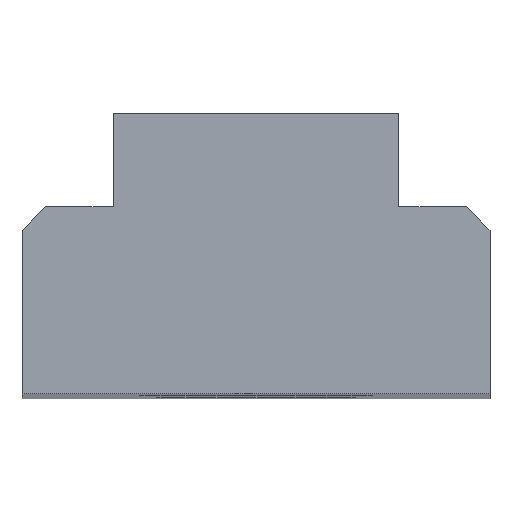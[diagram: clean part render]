
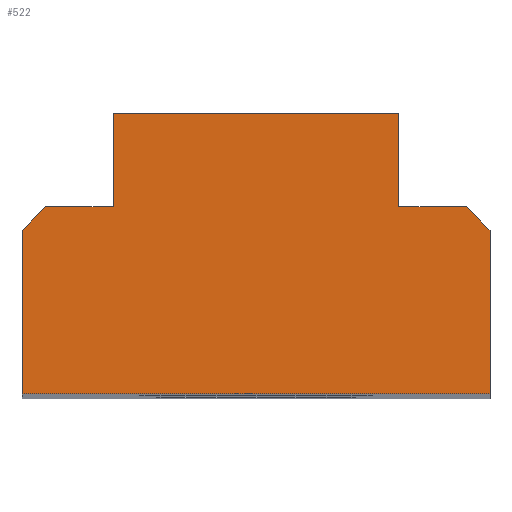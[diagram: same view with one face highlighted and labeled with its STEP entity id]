
A CAD part, top view. The second image highlights one B-rep face of the part: STEP entity #522.
In plain terms, the highlighted planar face has unit normal (0, 0, 1).
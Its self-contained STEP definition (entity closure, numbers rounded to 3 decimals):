
#4 = ORIENTED_EDGE ( 'NONE', *, *, #537, .T. ) ;
#12 = EDGE_CURVE ( 'NONE', #511, #501, #108, .T. ) ;
#13 = ORIENTED_EDGE ( 'NONE', *, *, #510, .T. ) ;
#14 = ORIENTED_EDGE ( 'NONE', *, *, #65, .T. ) ;
#15 = ORIENTED_EDGE ( 'NONE', *, *, #12, .T. ) ;
#16 = ORIENTED_EDGE ( 'NONE', *, *, #105, .T. ) ;
#20 = ORIENTED_EDGE ( 'NONE', *, *, #507, .T. ) ;
#23 = ORIENTED_EDGE ( 'NONE', *, *, #563, .T. ) ;
#25 = ORIENTED_EDGE ( 'NONE', *, *, #70, .T. ) ;
#26 = ORIENTED_EDGE ( 'NONE', *, *, #74, .T. ) ;
#59 = VERTEX_POINT ( 'NONE', #252 ) ;
#65 = EDGE_CURVE ( 'NONE', #520, #547, #209, .T. ) ;
#70 = EDGE_CURVE ( 'NONE', #567, #99, #245, .T. ) ;
#72 = VERTEX_POINT ( 'NONE', #250 ) ;
#74 = EDGE_CURVE ( 'NONE', #99, #59, #190, .T. ) ;
#99 = VERTEX_POINT ( 'NONE', #172 ) ;
#105 = EDGE_CURVE ( 'NONE', #59, #72, #198, .T. ) ;
#108 = LINE ( 'NONE', #125, #121 ) ;
#120 = DIRECTION ( 'NONE',  ( -0.707, 0.707, 0. ) ) ;
#121 = VECTOR ( 'NONE', #120, 1000. ) ;
#125 = CARTESIAN_POINT ( 'NONE',  ( 4.5, 4., 60. ) ) ;
#172 = CARTESIAN_POINT ( 'NONE',  ( 3.05, 6., 60. ) ) ;
#188 = DIRECTION ( 'NONE',  ( -1., 0., 0. ) ) ;
#189 = VECTOR ( 'NONE', #188, 1000. ) ;
#190 = LINE ( 'NONE', #237, #189 ) ;
#191 = CARTESIAN_POINT ( 'NONE',  ( -3.05, 4., 60. ) ) ;
#198 = LINE ( 'NONE', #191, #225 ) ;
#205 = DIRECTION ( 'NONE',  ( -0.707, -0.707, 0. ) ) ;
#206 = VECTOR ( 'NONE', #205, 1000. ) ;
#207 = CARTESIAN_POINT ( 'NONE',  ( -5., 3.5, 60. ) ) ;
#209 = LINE ( 'NONE', #207, #206 ) ;
#224 = DIRECTION ( 'NONE',  ( 0., -1., 0. ) ) ;
#225 = VECTOR ( 'NONE', #224, 1000. ) ;
#237 = CARTESIAN_POINT ( 'NONE',  ( -3.05, 6., 60. ) ) ;
#240 = DIRECTION ( 'NONE',  ( 0., 1., 0. ) ) ;
#242 = VECTOR ( 'NONE', #240, 1000. ) ;
#243 = CARTESIAN_POINT ( 'NONE',  ( 3.05, 6., 60. ) ) ;
#245 = LINE ( 'NONE', #243, #242 ) ;
#250 = CARTESIAN_POINT ( 'NONE',  ( -3.05, 4., 60. ) ) ;
#252 = CARTESIAN_POINT ( 'NONE',  ( -3.05, 6., 60. ) ) ;
#260 = CARTESIAN_POINT ( 'NONE',  ( 4.5, 4., 60. ) ) ;
#267 = CARTESIAN_POINT ( 'NONE',  ( 5., 4., 60. ) ) ;
#268 = LINE ( 'NONE', #267, #339 ) ;
#273 = CARTESIAN_POINT ( 'NONE',  ( -4.5, 4., 60. ) ) ;
#278 = DIRECTION ( 'NONE',  ( 0., -1., 0. ) ) ;
#279 = CARTESIAN_POINT ( 'NONE',  ( -5., 0., 60. ) ) ;
#281 = LINE ( 'NONE', #377, #361 ) ;
#283 = CARTESIAN_POINT ( 'NONE',  ( 3.05, 4., 60. ) ) ;
#290 = CARTESIAN_POINT ( 'NONE',  ( 5., 3.5, 60. ) ) ;
#291 = PLANE ( 'NONE',  #334 ) ;
#292 = FACE_OUTER_BOUND ( 'NONE', #523, .T. ) ;
#296 = CARTESIAN_POINT ( 'NONE',  ( -5., 0., 60. ) ) ;
#302 = DIRECTION ( 'NONE',  ( -1., 0., 0. ) ) ;
#303 = VECTOR ( 'NONE', #302, 1000. ) ;
#308 = CARTESIAN_POINT ( 'NONE',  ( 3.05, 4., 60. ) ) ;
#309 = LINE ( 'NONE', #308, #303 ) ;
#318 = CARTESIAN_POINT ( 'NONE',  ( -5., 4., 60. ) ) ;
#334 = AXIS2_PLACEMENT_3D ( 'NONE', #318, #364, #363 ) ;
#337 = CARTESIAN_POINT ( 'NONE',  ( -5., 3.5, 60. ) ) ;
#338 = DIRECTION ( 'NONE',  ( 0., 1., 0. ) ) ;
#339 = VECTOR ( 'NONE', #338, 1000. ) ;
#342 = LINE ( 'NONE', #279, #379 ) ;
#360 = DIRECTION ( 'NONE',  ( 1., 0., 0. ) ) ;
#361 = VECTOR ( 'NONE', #360, 1000. ) ;
#363 = DIRECTION ( 'NONE',  ( -1., 0., 0. ) ) ;
#364 = DIRECTION ( 'NONE',  ( 0., 0., -1. ) ) ;
#371 = CARTESIAN_POINT ( 'NONE',  ( 5., 0., 60. ) ) ;
#377 = CARTESIAN_POINT ( 'NONE',  ( -5., 0., 60. ) ) ;
#379 = VECTOR ( 'NONE', #278, 1000. ) ;
#381 = LINE ( 'NONE', #384, #383 ) ;
#382 = DIRECTION ( 'NONE',  ( -1., 0., 0. ) ) ;
#383 = VECTOR ( 'NONE', #382, 1000. ) ;
#384 = CARTESIAN_POINT ( 'NONE',  ( -5., 4., 60. ) ) ;
#501 = VERTEX_POINT ( 'NONE', #260 ) ;
#507 = EDGE_CURVE ( 'NONE', #547, #555, #342, .T. ) ;
#510 = EDGE_CURVE ( 'NONE', #501, #567, #309, .T. ) ;
#511 = VERTEX_POINT ( 'NONE', #290 ) ;
#518 = EDGE_CURVE ( 'NONE', #72, #520, #381, .T. ) ;
#519 = ORIENTED_EDGE ( 'NONE', *, *, #518, .T. ) ;
#520 = VERTEX_POINT ( 'NONE', #273 ) ;
#522 = ADVANCED_FACE ( 'NONE', ( #292 ), #291, .F. ) ;
#523 = EDGE_LOOP ( 'NONE', ( #4, #15, #13, #25, #26, #16, #519, #14, #20, #23 ) ) ;
#534 = VERTEX_POINT ( 'NONE', #371 ) ;
#537 = EDGE_CURVE ( 'NONE', #534, #511, #268, .T. ) ;
#547 = VERTEX_POINT ( 'NONE', #337 ) ;
#555 = VERTEX_POINT ( 'NONE', #296 ) ;
#563 = EDGE_CURVE ( 'NONE', #555, #534, #281, .T. ) ;
#567 = VERTEX_POINT ( 'NONE', #283 ) ;
